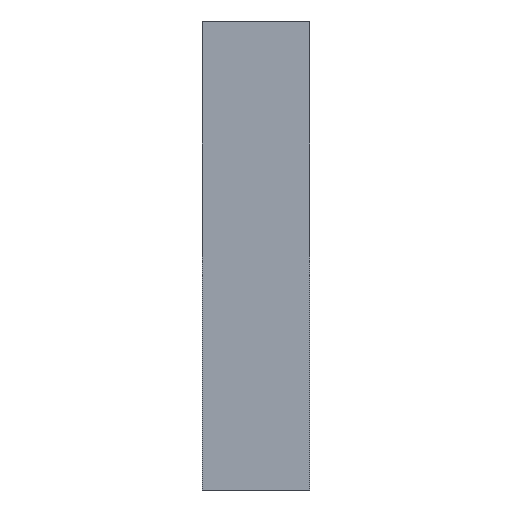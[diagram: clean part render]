
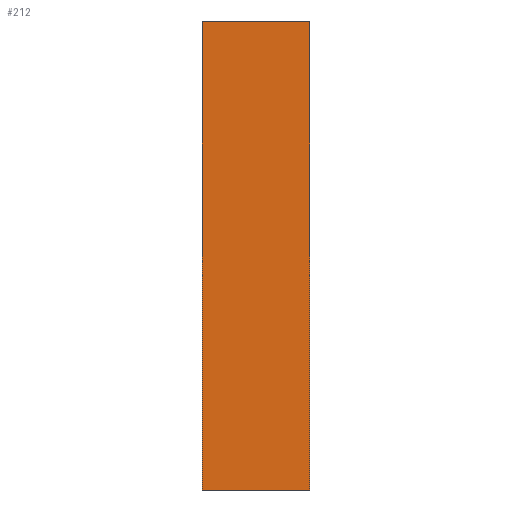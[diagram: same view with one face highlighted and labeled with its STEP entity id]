
A CAD part, left-side view. The second image highlights one B-rep face of the part: STEP entity #212.
In plain terms, the highlighted planar face has unit normal (-1, 0, 0).
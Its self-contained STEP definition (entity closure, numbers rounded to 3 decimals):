
#44 = DIRECTION ( 'NONE',  ( 0., 0., -1. ) ) ;
#79 = LINE ( 'NONE', #718, #1589 ) ;
#94 = DIRECTION ( 'NONE',  ( 0., -1., 0. ) ) ;
#184 = ORIENTED_EDGE ( 'NONE', *, *, #2121, .T. ) ;
#212 = ADVANCED_FACE ( 'NONE', ( #2012 ), #2162, .F. ) ;
#259 = CARTESIAN_POINT ( 'NONE',  ( 0., -1.38, 6. ) ) ;
#284 = AXIS2_PLACEMENT_3D ( 'NONE', #1642, #404, #2002 ) ;
#334 = VECTOR ( 'NONE', #94, 1000. ) ;
#404 = DIRECTION ( 'NONE',  ( 1., 0., 0. ) ) ;
#453 = CARTESIAN_POINT ( 'NONE',  ( 0., -1.38, 0. ) ) ;
#490 = VERTEX_POINT ( 'NONE', #1202 ) ;
#607 = CARTESIAN_POINT ( 'NONE',  ( 0., 0., 0. ) ) ;
#716 = CARTESIAN_POINT ( 'NONE',  ( 0., 0., 6. ) ) ;
#718 = CARTESIAN_POINT ( 'NONE',  ( 0., -1.38, 6. ) ) ;
#722 = EDGE_CURVE ( 'NONE', #1244, #1242, #1700, .T. ) ;
#778 = DIRECTION ( 'NONE',  ( 0., 0., -1. ) ) ;
#837 = ORIENTED_EDGE ( 'NONE', *, *, #2160, .T. ) ;
#969 = VECTOR ( 'NONE', #778, 1000. ) ;
#1141 = DIRECTION ( 'NONE',  ( 0., -1., 0. ) ) ;
#1170 = LINE ( 'NONE', #1865, #969 ) ;
#1202 = CARTESIAN_POINT ( 'NONE',  ( 0., -1.38, 0. ) ) ;
#1242 = VERTEX_POINT ( 'NONE', #1460 ) ;
#1244 = VERTEX_POINT ( 'NONE', #716 ) ;
#1330 = LINE ( 'NONE', #453, #334 ) ;
#1460 = CARTESIAN_POINT ( 'NONE',  ( 0., -1.38, 6. ) ) ;
#1589 = VECTOR ( 'NONE', #44, 1000. ) ;
#1640 = ORIENTED_EDGE ( 'NONE', *, *, #722, .F. ) ;
#1642 = CARTESIAN_POINT ( 'NONE',  ( 0., -1.38, 6. ) ) ;
#1660 = EDGE_CURVE ( 'NONE', #1242, #490, #79, .T. ) ;
#1700 = LINE ( 'NONE', #259, #1749 ) ;
#1749 = VECTOR ( 'NONE', #1141, 1000. ) ;
#1865 = CARTESIAN_POINT ( 'NONE',  ( 0., 0., 6. ) ) ;
#1986 = ORIENTED_EDGE ( 'NONE', *, *, #1660, .F. ) ;
#2002 = DIRECTION ( 'NONE',  ( 0., 0., -1. ) ) ;
#2012 = FACE_OUTER_BOUND ( 'NONE', #2055, .T. ) ;
#2055 = EDGE_LOOP ( 'NONE', ( #184, #1986, #1640, #837 ) ) ;
#2121 = EDGE_CURVE ( 'NONE', #2183, #490, #1330, .T. ) ;
#2160 = EDGE_CURVE ( 'NONE', #1244, #2183, #1170, .T. ) ;
#2162 = PLANE ( 'NONE',  #284 ) ;
#2183 = VERTEX_POINT ( 'NONE', #607 ) ;
